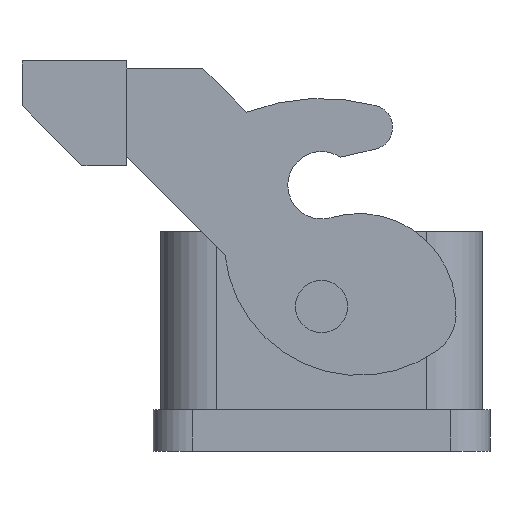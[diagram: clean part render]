
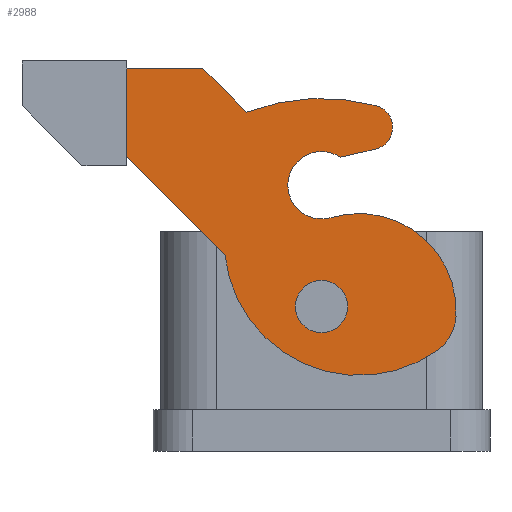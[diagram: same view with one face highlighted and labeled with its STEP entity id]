
A CAD part, front view. The second image highlights one B-rep face of the part: STEP entity #2988.
In plain terms, the highlighted planar face has unit normal (0, -1, 0).
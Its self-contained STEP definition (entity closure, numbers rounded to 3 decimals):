
#2259=AXIS2_PLACEMENT_3D('Circle Axis2P3D',#2257,#2258,$) ;
#2294=AXIS2_PLACEMENT_3D('Circle Axis2P3D',#2292,#2293,$) ;
#2901=AXIS2_PLACEMENT_3D('Plane Axis2P3D',#2898,#2899,#2900) ;
#2905=AXIS2_PLACEMENT_3D('Circle Axis2P3D',#2903,#2904,$) ;
#2912=AXIS2_PLACEMENT_3D('Circle Axis2P3D',#2910,#2911,$) ;
#2919=AXIS2_PLACEMENT_3D('Circle Axis2P3D',#2917,#2918,$) ;
#2926=AXIS2_PLACEMENT_3D('Circle Axis2P3D',#2924,#2925,$) ;
#2940=AXIS2_PLACEMENT_3D('Circle Axis2P3D',#2938,#2939,$) ;
#2947=AXIS2_PLACEMENT_3D('Circle Axis2P3D',#2945,#2946,$) ;
#2257=CARTESIAN_POINT('Axis2P3D Location',(40.,6.,19.3)) ;
#2261=CARTESIAN_POINT('Vertex',(36.928,6.,20.978)) ;
#2263=CARTESIAN_POINT('Vertex',(43.072,6.,17.622)) ;
#2292=CARTESIAN_POINT('Axis2P3D Location',(40.,6.,19.3)) ;
#2876=CARTESIAN_POINT('Vertex',(27.097,6.,26.236)) ;
#2879=CARTESIAN_POINT('Line Origine',(20.548,6.,32.785)) ;
#2883=CARTESIAN_POINT('Vertex',(14.,6.,39.333)) ;
#2898=CARTESIAN_POINT('Axis2P3D Location',(13.,6.,42.1)) ;
#2903=CARTESIAN_POINT('Axis2P3D Location',(45.,6.,28.1)) ;
#2907=CARTESIAN_POINT('Vertex',(55.455,6.,13.448)) ;
#2910=CARTESIAN_POINT('Axis2P3D Location',(51.97,6.,18.332)) ;
#2914=CARTESIAN_POINT('Vertex',(57.961,6.,17.996)) ;
#2917=CARTESIAN_POINT('Axis2P3D Location',(44.981,6.,18.724)) ;
#2921=CARTESIAN_POINT('Vertex',(41.281,6.,31.186)) ;
#2924=CARTESIAN_POINT('Axis2P3D Location',(40.,6.,35.5)) ;
#2928=CARTESIAN_POINT('Vertex',(42.5,6.,39.242)) ;
#2931=CARTESIAN_POINT('Line Origine',(44.836,6.,39.779)) ;
#2935=CARTESIAN_POINT('Vertex',(47.173,6.,40.317)) ;
#2938=CARTESIAN_POINT('Axis2P3D Location',(46.5,6.,43.24)) ;
#2942=CARTESIAN_POINT('Vertex',(47.28,6.,46.137)) ;
#2945=CARTESIAN_POINT('Axis2P3D Location',(40.,6.,19.1)) ;
#2949=CARTESIAN_POINT('Vertex',(30.,6.,45.253)) ;
#2952=CARTESIAN_POINT('Line Origine',(27.077,6.,48.177)) ;
#2956=CARTESIAN_POINT('Vertex',(24.153,6.,51.1)) ;
#2959=CARTESIAN_POINT('Line Origine',(19.077,6.,51.1)) ;
#2963=CARTESIAN_POINT('Vertex',(14.,6.,51.1)) ;
#2966=CARTESIAN_POINT('Line Origine',(14.,6.,45.217)) ;
#2258=DIRECTION('Axis2P3D Direction',(0.,1.,0.)) ;
#2293=DIRECTION('Axis2P3D Direction',(0.,1.,0.)) ;
#2880=DIRECTION('Vector Direction',(-0.707,0.,0.707)) ;
#2899=DIRECTION('Axis2P3D Direction',(0.,-1.,0.)) ;
#2900=DIRECTION('Axis2P3D XDirection',(1.,0.,0.)) ;
#2904=DIRECTION('Axis2P3D Direction',(0.,-1.,0.)) ;
#2911=DIRECTION('Axis2P3D Direction',(0.,-1.,0.)) ;
#2918=DIRECTION('Axis2P3D Direction',(0.,-1.,0.)) ;
#2925=DIRECTION('Axis2P3D Direction',(0.,-1.,0.)) ;
#2932=DIRECTION('Vector Direction',(-0.975,0.,-0.224)) ;
#2939=DIRECTION('Axis2P3D Direction',(0.,-1.,0.)) ;
#2946=DIRECTION('Axis2P3D Direction',(0.,-1.,0.)) ;
#2953=DIRECTION('Vector Direction',(0.707,0.,-0.707)) ;
#2960=DIRECTION('Vector Direction',(1.,0.,0.)) ;
#2967=DIRECTION('Vector Direction',(0.,0.,1.)) ;
#2881=VECTOR('Line Direction',#2880,1.) ;
#2933=VECTOR('Line Direction',#2932,1.) ;
#2954=VECTOR('Line Direction',#2953,1.) ;
#2961=VECTOR('Line Direction',#2960,1.) ;
#2968=VECTOR('Line Direction',#2967,1.) ;
#2972=ORIENTED_EDGE('',*,*,#2885,.T.) ;
#2973=ORIENTED_EDGE('',*,*,#2909,.T.) ;
#2974=ORIENTED_EDGE('',*,*,#2916,.T.) ;
#2975=ORIENTED_EDGE('',*,*,#2923,.T.) ;
#2976=ORIENTED_EDGE('',*,*,#2930,.T.) ;
#2977=ORIENTED_EDGE('',*,*,#2937,.T.) ;
#2978=ORIENTED_EDGE('',*,*,#2944,.T.) ;
#2979=ORIENTED_EDGE('',*,*,#2951,.T.) ;
#2980=ORIENTED_EDGE('',*,*,#2958,.T.) ;
#2981=ORIENTED_EDGE('',*,*,#2965,.T.) ;
#2982=ORIENTED_EDGE('',*,*,#2970,.F.) ;
#2985=ORIENTED_EDGE('',*,*,#2296,.T.) ;
#2986=ORIENTED_EDGE('',*,*,#2265,.T.) ;
#2987=FACE_BOUND('',#2984,.T.) ;
#2988=ADVANCED_FACE('Housing',(#2983,#2987),#2902,.T.) ;
#2260=CIRCLE('generated circle',#2259,3.5) ;
#2295=CIRCLE('generated circle',#2294,3.5) ;
#2906=CIRCLE('generated circle',#2905,18.) ;
#2913=CIRCLE('generated circle',#2912,6.) ;
#2920=CIRCLE('generated circle',#2919,13.) ;
#2927=CIRCLE('generated circle',#2926,4.5) ;
#2941=CIRCLE('generated circle',#2940,3.) ;
#2948=CIRCLE('generated circle',#2947,28.) ;
#2265=EDGE_CURVE('',#2262,#2264,#2260,.T.) ;
#2296=EDGE_CURVE('',#2264,#2262,#2295,.T.) ;
#2885=EDGE_CURVE('',#2884,#2877,#2882,.F.) ;
#2909=EDGE_CURVE('',#2877,#2908,#2906,.T.) ;
#2916=EDGE_CURVE('',#2908,#2915,#2913,.T.) ;
#2923=EDGE_CURVE('',#2915,#2922,#2920,.T.) ;
#2930=EDGE_CURVE('',#2922,#2929,#2927,.F.) ;
#2937=EDGE_CURVE('',#2929,#2936,#2934,.F.) ;
#2944=EDGE_CURVE('',#2936,#2943,#2941,.T.) ;
#2951=EDGE_CURVE('',#2943,#2950,#2948,.T.) ;
#2958=EDGE_CURVE('',#2950,#2957,#2955,.F.) ;
#2965=EDGE_CURVE('',#2957,#2964,#2962,.F.) ;
#2970=EDGE_CURVE('',#2884,#2964,#2969,.T.) ;
#2971=EDGE_LOOP('',(#2972,#2973,#2974,#2975,#2976,#2977,#2978,#2979,#2980,#2981,#2982)) ;
#2984=EDGE_LOOP('',(#2985,#2986)) ;
#2983=FACE_OUTER_BOUND('',#2971,.T.) ;
#2882=LINE('Line',#2879,#2881) ;
#2934=LINE('Line',#2931,#2933) ;
#2955=LINE('Line',#2952,#2954) ;
#2962=LINE('Line',#2959,#2961) ;
#2969=LINE('Line',#2966,#2968) ;
#2902=PLANE('',#2901) ;
#2262=VERTEX_POINT('',#2261) ;
#2264=VERTEX_POINT('',#2263) ;
#2877=VERTEX_POINT('',#2876) ;
#2884=VERTEX_POINT('',#2883) ;
#2908=VERTEX_POINT('',#2907) ;
#2915=VERTEX_POINT('',#2914) ;
#2922=VERTEX_POINT('',#2921) ;
#2929=VERTEX_POINT('',#2928) ;
#2936=VERTEX_POINT('',#2935) ;
#2943=VERTEX_POINT('',#2942) ;
#2950=VERTEX_POINT('',#2949) ;
#2957=VERTEX_POINT('',#2956) ;
#2964=VERTEX_POINT('',#2963) ;
